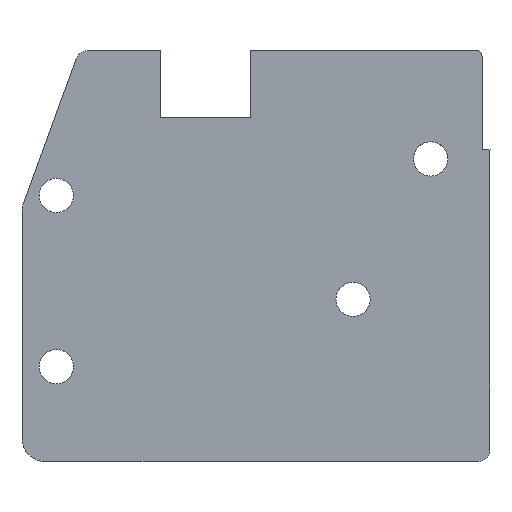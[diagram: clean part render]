
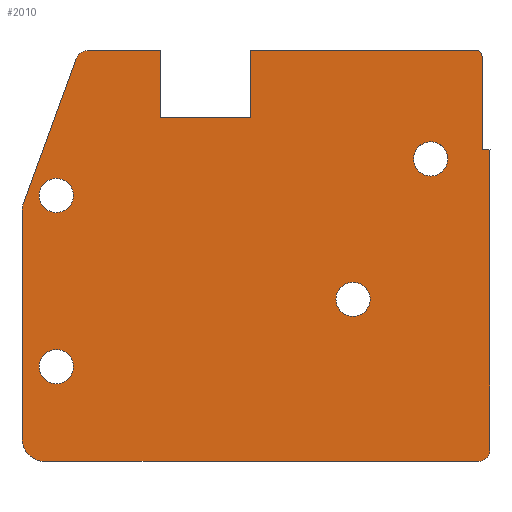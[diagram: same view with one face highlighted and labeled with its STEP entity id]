
A CAD part, top view. The second image highlights one B-rep face of the part: STEP entity #2010.
In plain terms, the highlighted planar face has unit normal (0, 0, 1).
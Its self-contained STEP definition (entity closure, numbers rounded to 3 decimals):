
#10=CARTESIAN_POINT('',(2.5,4.643,0.45));
#20=DIRECTION('',(0.,0.,1.));
#30=DIRECTION('',(1.,0.,-0.));
#40=AXIS2_PLACEMENT_3D('',#10,#20,#30);
#50=PLANE('',#40);
#60=CARTESIAN_POINT('',(10.5,14.2,0.45));
#70=DIRECTION('',(-0.,-0.,-1.));
#80=DIRECTION('',(1.,0.,-0.));
#90=AXIS2_PLACEMENT_3D('',#60,#70,#80);
#100=CIRCLE('',#90,1.5);
#110=CARTESIAN_POINT('',(12.,14.2,0.45));
#120=VERTEX_POINT('',#110);
#130=CARTESIAN_POINT('',(9.,14.2,0.45));
#140=VERTEX_POINT('',#130);
#150=EDGE_CURVE('',#120,#140,#100,.T.);
#160=ORIENTED_EDGE('',*,*,#150,.T.);
#170=EDGE_CURVE('',#140,#120,#100,.T.);
#180=ORIENTED_EDGE('',*,*,#170,.T.);
#190=EDGE_LOOP('',(#180,#160));
#200=FACE_BOUND('',#190,.T.);
#210=CARTESIAN_POINT('',(-15.5,8.3,0.45));
#220=DIRECTION('',(-0.,-0.,-1.));
#230=DIRECTION('',(1.,0.,-0.));
#240=AXIS2_PLACEMENT_3D('',#210,#220,#230);
#250=CIRCLE('',#240,1.5);
#260=CARTESIAN_POINT('',(-14.,8.3,0.45));
#270=VERTEX_POINT('',#260);
#280=CARTESIAN_POINT('',(-17.,8.3,0.45));
#290=VERTEX_POINT('',#280);
#300=EDGE_CURVE('',#270,#290,#250,.T.);
#310=ORIENTED_EDGE('',*,*,#300,.T.);
#320=EDGE_CURVE('',#290,#270,#250,.T.);
#330=ORIENTED_EDGE('',*,*,#320,.T.);
#340=EDGE_LOOP('',(#330,#310));
#350=FACE_BOUND('',#340,.T.);
#360=CARTESIAN_POINT('',(-15.5,23.3,0.45));
#370=DIRECTION('',(-0.,-0.,-1.));
#380=DIRECTION('',(1.,0.,-0.));
#390=AXIS2_PLACEMENT_3D('',#360,#370,#380);
#400=CIRCLE('',#390,1.5);
#410=CARTESIAN_POINT('',(-14.,23.3,0.45));
#420=VERTEX_POINT('',#410);
#430=CARTESIAN_POINT('',(-17.,23.3,0.45));
#440=VERTEX_POINT('',#430);
#450=EDGE_CURVE('',#420,#440,#400,.T.);
#460=ORIENTED_EDGE('',*,*,#450,.T.);
#470=EDGE_CURVE('',#440,#420,#400,.T.);
#480=ORIENTED_EDGE('',*,*,#470,.T.);
#490=EDGE_LOOP('',(#480,#460));
#500=FACE_BOUND('',#490,.T.);
#510=CARTESIAN_POINT('',(17.3,26.5,0.45));
#520=DIRECTION('',(-0.,-0.,-1.));
#530=DIRECTION('',(1.,0.,-0.));
#540=AXIS2_PLACEMENT_3D('',#510,#520,#530);
#550=CIRCLE('',#540,1.5);
#560=CARTESIAN_POINT('',(18.8,26.5,0.45));
#570=VERTEX_POINT('',#560);
#580=CARTESIAN_POINT('',(15.8,26.5,0.45));
#590=VERTEX_POINT('',#580);
#600=EDGE_CURVE('',#570,#590,#550,.T.);
#610=ORIENTED_EDGE('',*,*,#600,.T.);
#620=EDGE_CURVE('',#590,#570,#550,.T.);
#630=ORIENTED_EDGE('',*,*,#620,.T.);
#640=EDGE_LOOP('',(#630,#610));
#650=FACE_BOUND('',#640,.T.);
#660=CARTESIAN_POINT('',(-26.603,0.,0.45));
#670=DIRECTION('',(0.342,0.94,0.));
#680=VECTOR('',#670,1.);
#690=LINE('',#660,#680);
#700=CARTESIAN_POINT('',(-18.379,22.594,0.45));
#710=VERTEX_POINT('',#700);
#720=CARTESIAN_POINT('',(-13.739,35.342,0.45));
#730=VERTEX_POINT('',#720);
#740=EDGE_CURVE('',#710,#730,#690,.T.);
#750=ORIENTED_EDGE('',*,*,#740,.F.);
#760=CARTESIAN_POINT('',(-12.8,35.,0.45));
#770=DIRECTION('',(0.,0.,1.));
#780=DIRECTION('',(0.,-1.,0.));
#790=AXIS2_PLACEMENT_3D('',#760,#770,#780);
#800=CIRCLE('',#790,1.);
#810=CARTESIAN_POINT('',(-12.8,36.,0.45));
#820=VERTEX_POINT('',#810);
#830=EDGE_CURVE('',#820,#730,#800,.T.);
#840=ORIENTED_EDGE('',*,*,#830,.T.);
#850=CARTESIAN_POINT('',(0.,36.,0.45));
#860=DIRECTION('',(1.,0.,0.));
#870=VECTOR('',#860,1.);
#880=LINE('',#850,#870);
#890=CARTESIAN_POINT('',(-6.4,36.,0.45));
#900=VERTEX_POINT('',#890);
#910=EDGE_CURVE('',#820,#900,#880,.T.);
#920=ORIENTED_EDGE('',*,*,#910,.F.);
#930=CARTESIAN_POINT('',(-6.4,0.,0.45));
#940=DIRECTION('',(0.,-1.,0.));
#950=VECTOR('',#940,1.);
#960=LINE('',#930,#950);
#970=CARTESIAN_POINT('',(-6.4,30.1,0.45));
#980=VERTEX_POINT('',#970);
#990=EDGE_CURVE('',#900,#980,#960,.T.);
#1000=ORIENTED_EDGE('',*,*,#990,.F.);
#1010=CARTESIAN_POINT('',(0.,30.1,0.45));
#1020=DIRECTION('',(1.,0.,0.));
#1030=VECTOR('',#1020,1.);
#1040=LINE('',#1010,#1030);
#1050=CARTESIAN_POINT('',(1.5,30.1,0.45));
#1060=VERTEX_POINT('',#1050);
#1070=EDGE_CURVE('',#980,#1060,#1040,.T.);
#1080=ORIENTED_EDGE('',*,*,#1070,.F.);
#1090=CARTESIAN_POINT('',(1.5,0.,0.45));
#1100=DIRECTION('',(0.,1.,0.));
#1110=VECTOR('',#1100,1.);
#1120=LINE('',#1090,#1110);
#1130=CARTESIAN_POINT('',(1.5,36.,0.45));
#1140=VERTEX_POINT('',#1130);
#1150=EDGE_CURVE('',#1060,#1140,#1120,.T.);
#1160=ORIENTED_EDGE('',*,*,#1150,.F.);
#1170=CARTESIAN_POINT('',(0.,36.,0.45));
#1180=DIRECTION('',(1.,0.,0.));
#1190=VECTOR('',#1180,1.);
#1200=LINE('',#1170,#1190);
#1210=CARTESIAN_POINT('',(21.3,36.,0.45));
#1220=VERTEX_POINT('',#1210);
#1230=EDGE_CURVE('',#1140,#1220,#1200,.T.);
#1240=ORIENTED_EDGE('',*,*,#1230,.F.);
#1250=CARTESIAN_POINT('',(21.3,35.5,0.45));
#1260=DIRECTION('',(0.,0.,1.));
#1270=DIRECTION('',(0.,-1.,0.));
#1280=AXIS2_PLACEMENT_3D('',#1250,#1260,#1270);
#1290=CIRCLE('',#1280,0.5);
#1300=CARTESIAN_POINT('',(21.8,35.5,0.45));
#1310=VERTEX_POINT('',#1300);
#1320=EDGE_CURVE('',#1310,#1220,#1290,.T.);
#1330=ORIENTED_EDGE('',*,*,#1320,.T.);
#1340=CARTESIAN_POINT('',(21.8,0.,0.45));
#1350=DIRECTION('',(0.,-1.,0.));
#1360=VECTOR('',#1350,1.);
#1370=LINE('',#1340,#1360);
#1380=CARTESIAN_POINT('',(21.8,27.3,0.45));
#1390=VERTEX_POINT('',#1380);
#1400=EDGE_CURVE('',#1310,#1390,#1370,.T.);
#1410=ORIENTED_EDGE('',*,*,#1400,.F.);
#1420=CARTESIAN_POINT('',(0.,27.3,0.45));
#1430=DIRECTION('',(1.,0.,0.));
#1440=VECTOR('',#1430,1.);
#1450=LINE('',#1420,#1440);
#1460=CARTESIAN_POINT('',(22.5,27.3,0.45));
#1470=VERTEX_POINT('',#1460);
#1480=EDGE_CURVE('',#1390,#1470,#1450,.T.);
#1490=ORIENTED_EDGE('',*,*,#1480,.F.);
#1500=CARTESIAN_POINT('',(22.5,0.,0.45));
#1510=DIRECTION('',(0.,-1.,0.));
#1520=VECTOR('',#1510,1.);
#1530=LINE('',#1500,#1520);
#1540=CARTESIAN_POINT('',(22.5,1.,0.45));
#1550=VERTEX_POINT('',#1540);
#1560=EDGE_CURVE('',#1470,#1550,#1530,.T.);
#1570=ORIENTED_EDGE('',*,*,#1560,.F.);
#1580=CARTESIAN_POINT('',(21.5,1.,0.45));
#1590=DIRECTION('',(0.,0.,1.));
#1600=DIRECTION('',(0.,-1.,0.));
#1610=AXIS2_PLACEMENT_3D('',#1580,#1590,#1600);
#1620=CIRCLE('',#1610,1.);
#1630=CARTESIAN_POINT('',(21.5,0.,0.45));
#1640=VERTEX_POINT('',#1630);
#1650=EDGE_CURVE('',#1640,#1550,#1620,.T.);
#1660=ORIENTED_EDGE('',*,*,#1650,.T.);
#1670=CARTESIAN_POINT('',(0.,0.,0.45));
#1680=DIRECTION('',(-1.,0.,0.));
#1690=VECTOR('',#1680,1.);
#1700=LINE('',#1670,#1690);
#1710=CARTESIAN_POINT('',(-16.5,0.,0.45));
#1720=VERTEX_POINT('',#1710);
#1730=EDGE_CURVE('',#1640,#1720,#1700,.T.);
#1740=ORIENTED_EDGE('',*,*,#1730,.F.);
#1750=CARTESIAN_POINT('',(-16.5,2.,0.45));
#1760=DIRECTION('',(0.,0.,1.));
#1770=DIRECTION('',(0.,-1.,0.));
#1780=AXIS2_PLACEMENT_3D('',#1750,#1760,#1770);
#1790=CIRCLE('',#1780,2.);
#1800=CARTESIAN_POINT('',(-18.5,2.,0.45));
#1810=VERTEX_POINT('',#1800);
#1820=EDGE_CURVE('',#1810,#1720,#1790,.T.);
#1830=ORIENTED_EDGE('',*,*,#1820,.T.);
#1840=CARTESIAN_POINT('',(-18.5,0.,0.45));
#1850=DIRECTION('',(0.,1.,0.));
#1860=VECTOR('',#1850,1.);
#1870=LINE('',#1840,#1860);
#1880=CARTESIAN_POINT('',(-18.5,21.91,0.45));
#1890=VERTEX_POINT('',#1880);
#1900=EDGE_CURVE('',#1810,#1890,#1870,.T.);
#1910=ORIENTED_EDGE('',*,*,#1900,.F.);
#1920=CARTESIAN_POINT('',(-16.5,21.91,0.45));
#1930=DIRECTION('',(0.,0.,1.));
#1940=DIRECTION('',(0.,-1.,0.));
#1950=AXIS2_PLACEMENT_3D('',#1920,#1930,#1940);
#1960=CIRCLE('',#1950,2.);
#1970=EDGE_CURVE('',#710,#1890,#1960,.T.);
#1980=ORIENTED_EDGE('',*,*,#1970,.T.);
#1990=EDGE_LOOP('',(#1980,#1910,#1830,#1740,#1660,#1570,#1490,#1410,
#1330,#1240,#1160,#1080,#1000,#920,#840,#750));
#2000=FACE_OUTER_BOUND('',#1990,.T.);
#2010=ADVANCED_FACE('',(#200,#350,#500,#650,#2000),#50,.T.);
